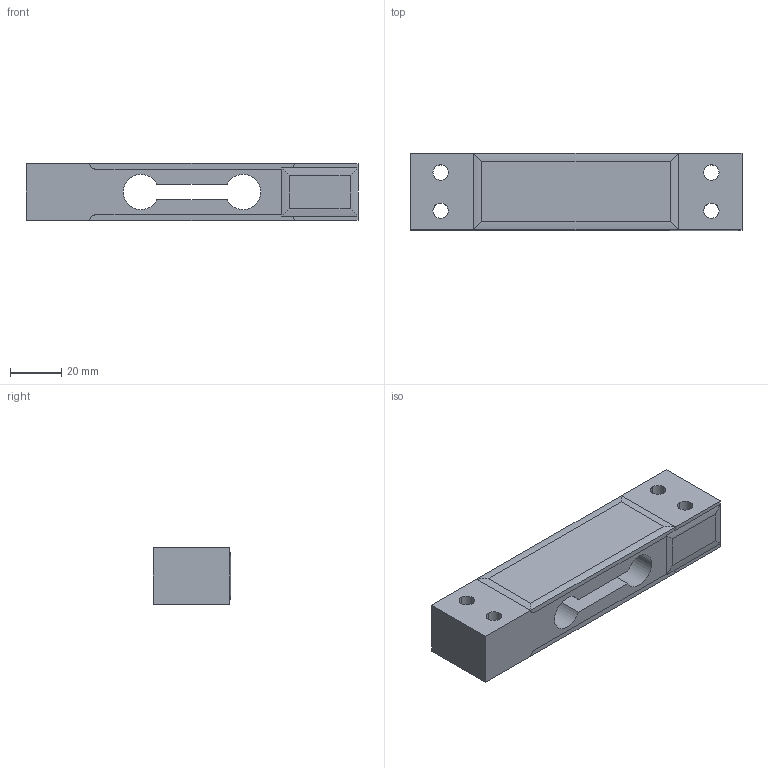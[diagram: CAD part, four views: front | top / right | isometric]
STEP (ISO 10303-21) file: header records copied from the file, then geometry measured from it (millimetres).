
FILE_DESCRIPTION(('STEP AP214'),'1');
FILE_NAME('ALL 3-5-10-15-20-30-50 kg.stp','2018-01-10T15:49:21',(' '),(' '),'Spatial InterOp 3D',' ',' ');
FILE_SCHEMA(('AUTOMOTIVE_DESIGN { 1 0 10303 214 1 1 1 1 }'));
Length unit declared in the file: metre
Products named in the file (3): ALL 3-5-10-15-20-30-50 kg; corpo; resina
Assembly tree (2 placements, depth 2):
  ALL 3-5-10-15-20-30-50 kg
    corpo
    resina
Bounding box: 130 x 30.25 x 22.5 mm (x, y, z)
Volume: 70307 mm3; surface area: 30877.3 mm2
Topology: 2 solids, 2 shells, 70 faces, 180 edges, 114 vertices
Faces by surface type: cylinder 34, plane 32, cone 4
Entity records: 2789 total; most frequent: DIRECTION 390, CARTESIAN_POINT 367, ORIENTED_EDGE 360, EDGE_CURVE 180, AXIS2_PLACEMENT_3D 137, LINE 116, VECTOR 116, VERTEX_POINT 114
